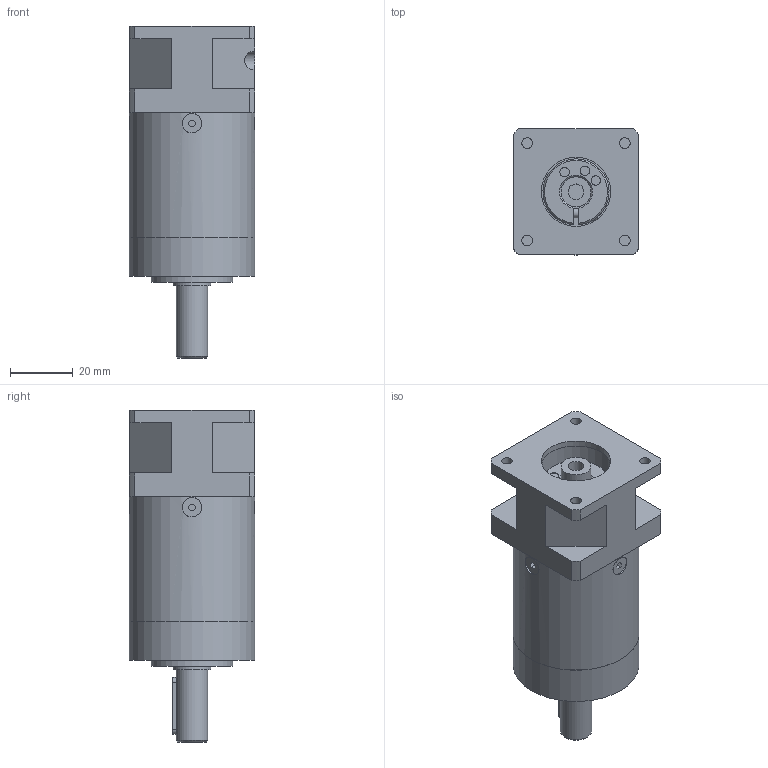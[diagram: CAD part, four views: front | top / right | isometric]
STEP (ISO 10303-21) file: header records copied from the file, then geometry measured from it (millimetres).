
FILE_DESCRIPTION((''),'2;1');
FILE_NAME('GPLE40-2S_NEMA17.stp','2014-04-23T13:07:00',('schneid_a'),(''),'Autodesk Inventor 2010','Autodesk Inventor 2010','');
FILE_SCHEMA(('AUTOMOTIVE_DESIGN { 1 0 10303 214 1 1 1 1 }'));
Length unit declared in the file: millimetre
Products named in the file (5): GPLE40-2S_NEMA17; PLE40_2_B14; 25454_MB_ASM; 25454_MB; 915-075_M3X10
Assembly tree (4 placements, depth 3):
  GPLE40-2S_NEMA17
    PLE40_2_B14
    25454_MB_ASM
      25454_MB
      915-075_M3X10
Bounding box: 40 x 40 x 105.5 mm (x, y, z)
Volume: 95892.1 mm3; surface area: 21446.2 mm2
Topology: 3 solids, 10 shells, 154 faces, 367 edges, 246 vertices
Faces by surface type: plane 89, cylinder 47, cone 10, bspline 8
Full cylindrical faces by diameter (mm): 2 x1, 2.3 x1, 3 x6, 3.3 x1, 3.4 x4, 3.5 x1, 4 x4, 4.5 x1, 5 x1, 5.5 x1, 6 x2, 6.2 x4, 9.5 x1, 10 x1, 12 x1, 22 x1, 26 x1, 29 x1, 39.95 x1, 40 x1
Entity records: 4805 total; most frequent: CARTESIAN_POINT 1263, DIRECTION 701, ORIENTED_EDGE 599, EDGE_CURVE 307, AXIS2_PLACEMENT_3D 267, EDGE_LOOP 245, VERTEX_POINT 236, VECTOR 167
